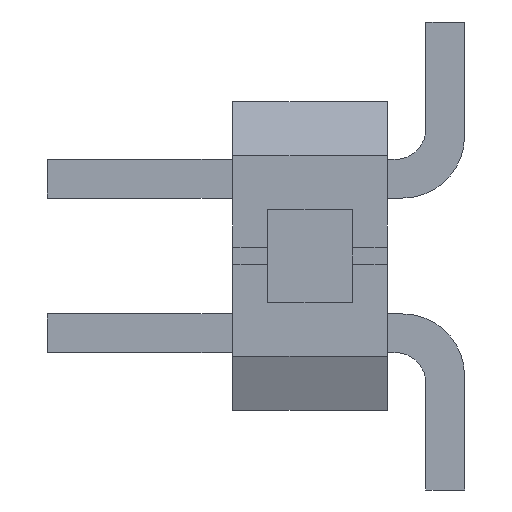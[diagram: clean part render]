
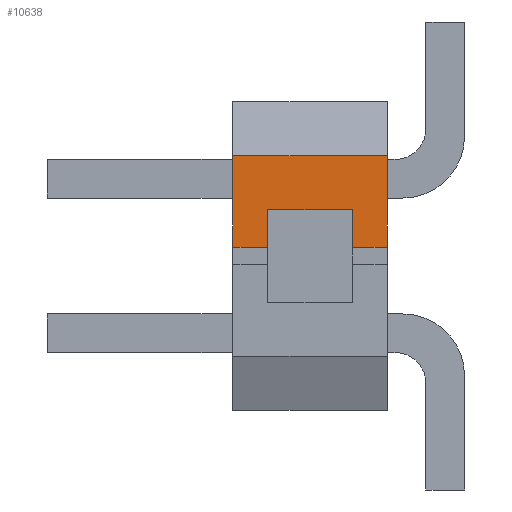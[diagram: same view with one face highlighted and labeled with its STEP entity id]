
A CAD part, left-side view. The second image highlights one B-rep face of the part: STEP entity #10638.
In plain terms, the highlighted planar face has unit normal (-1, 0, 0).
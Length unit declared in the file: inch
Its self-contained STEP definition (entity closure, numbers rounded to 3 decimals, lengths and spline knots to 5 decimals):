
#312=ORIENTED_EDGE('',*,*,#3456,.T.);
#313=ORIENTED_EDGE('',*,*,#3457,.T.);
#314=ORIENTED_EDGE('',*,*,#3458,.T.);
#315=ORIENTED_EDGE('',*,*,#3459,.T.);
#316=ORIENTED_EDGE('',*,*,#3460,.F.);
#317=ORIENTED_EDGE('',*,*,#3461,.F.);
#318=ORIENTED_EDGE('',*,*,#3462,.T.);
#319=ORIENTED_EDGE('',*,*,#3463,.T.);
#3456=EDGE_CURVE('',#5016,#5017,#6096,.T.);
#3457=EDGE_CURVE('',#5017,#5018,#6097,.T.);
#3458=EDGE_CURVE('',#5018,#5019,#6098,.T.);
#3459=EDGE_CURVE('',#5019,#5020,#6099,.T.);
#3460=EDGE_CURVE('',#5021,#5020,#6100,.T.);
#3461=EDGE_CURVE('',#5022,#5021,#6101,.T.);
#3462=EDGE_CURVE('',#5022,#5023,#6102,.T.);
#3463=EDGE_CURVE('',#5023,#5016,#6103,.T.);
#5016=VERTEX_POINT('',#14835);
#5017=VERTEX_POINT('',#14836);
#5018=VERTEX_POINT('',#14838);
#5019=VERTEX_POINT('',#14840);
#5020=VERTEX_POINT('',#14842);
#5021=VERTEX_POINT('',#14844);
#5022=VERTEX_POINT('',#14846);
#5023=VERTEX_POINT('',#14848);
#6096=LINE('',#14834,#7624);
#6097=LINE('',#14837,#7625);
#6098=LINE('',#14839,#7626);
#6099=LINE('',#14841,#7627);
#6100=LINE('',#14843,#7628);
#6101=LINE('',#14845,#7629);
#6102=LINE('',#14847,#7630);
#6103=LINE('',#14849,#7631);
#7624=VECTOR('',#12000,39.37008);
#7625=VECTOR('',#12001,39.37008);
#7626=VECTOR('',#12002,39.37008);
#7627=VECTOR('',#12003,39.37008);
#7628=VECTOR('',#12004,39.37008);
#7629=VECTOR('',#12005,39.37008);
#7630=VECTOR('',#12006,39.37008);
#7631=VECTOR('',#12007,39.37008);
#9008=EDGE_LOOP('',(#312,#313,#314,#315,#316,#317,#318,#319));
#9570=FACE_BOUND('',#9008,.T.);
#10132=PLANE('',#11211);
#10638=ADVANCED_FACE('',(#9570),#10132,.F.);
#11211=AXIS2_PLACEMENT_3D('',#14833,#11998,#11999);
#11998=DIRECTION('',(1.,0.,0.));
#11999=DIRECTION('',(0.,0.,-1.));
#12000=DIRECTION('',(0.,-1.,0.));
#12001=DIRECTION('',(0.,0.,-1.));
#12002=DIRECTION('',(0.,-1.,0.));
#12003=DIRECTION('',(0.,0.,1.));
#12004=DIRECTION('',(0.,-1.,0.));
#12005=DIRECTION('',(0.,0.,1.));
#12006=DIRECTION('',(0.,-1.,0.));
#12007=DIRECTION('',(0.,0.,1.));
#14833=CARTESIAN_POINT('',(-0.3425,0.05,0.00575));
#14834=CARTESIAN_POINT('',(-0.3425,0.0275,0.03));
#14835=CARTESIAN_POINT('',(-0.3425,0.0275,0.03));
#14836=CARTESIAN_POINT('',(-0.3425,-0.0275,0.03));
#14837=CARTESIAN_POINT('',(-0.3425,-0.0275,0.03));
#14838=CARTESIAN_POINT('',(-0.3425,-0.0275,0.00575));
#14839=CARTESIAN_POINT('',(-0.3425,0.05,0.00575));
#14840=CARTESIAN_POINT('',(-0.3425,-0.05,0.00575));
#14841=CARTESIAN_POINT('',(-0.3425,-0.05,0.00575));
#14842=CARTESIAN_POINT('',(-0.3425,-0.05,0.065));
#14843=CARTESIAN_POINT('',(-0.3425,0.05,0.065));
#14844=CARTESIAN_POINT('',(-0.3425,0.05,0.065));
#14845=CARTESIAN_POINT('',(-0.3425,0.05,0.00575));
#14846=CARTESIAN_POINT('',(-0.3425,0.05,0.00575));
#14847=CARTESIAN_POINT('',(-0.3425,0.05,0.00575));
#14848=CARTESIAN_POINT('',(-0.3425,0.0275,0.00575));
#14849=CARTESIAN_POINT('',(-0.3425,0.0275,-0.03));
